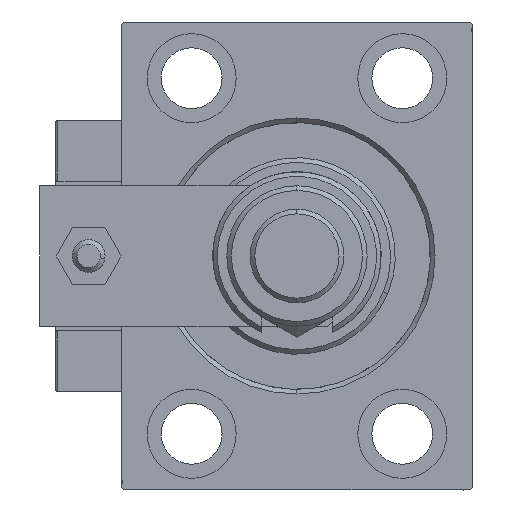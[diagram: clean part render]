
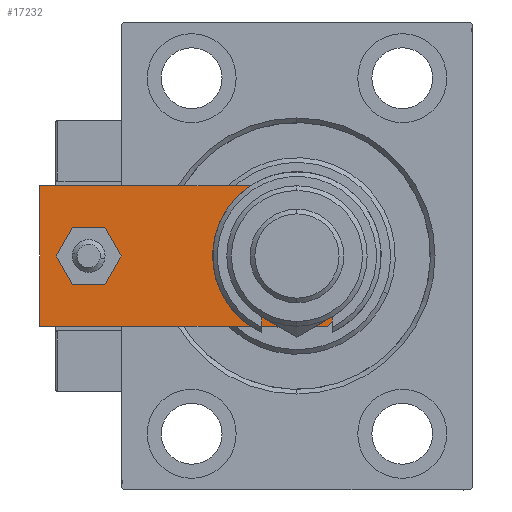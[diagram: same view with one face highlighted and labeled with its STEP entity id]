
A CAD part, left-side view. The second image highlights one B-rep face of the part: STEP entity #17232.
In plain terms, the highlighted face is planar.
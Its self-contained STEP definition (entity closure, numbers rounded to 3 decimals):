
#746 = VERTEX_POINT ( 'NONE', #48723 ) ;
#844 = ORIENTED_EDGE ( 'NONE', *, *, #53164, .F. ) ;
#1671 = CARTESIAN_POINT ( 'NONE',  ( 15., 0., 8. ) ) ;
#1678 = CARTESIAN_POINT ( 'NONE',  ( 15., 70., 8. ) ) ;
#1800 = VECTOR ( 'NONE', #31761, 1000. ) ;
#2742 = EDGE_CURVE ( 'NONE', #40103, #5570, #50265, .T. ) ;
#3548 = CARTESIAN_POINT ( 'NONE',  ( -15., 8.5, 8. ) ) ;
#4212 = DIRECTION ( 'NONE',  ( 0.707, -0.707, 0. ) ) ;
#4571 = CARTESIAN_POINT ( 'NONE',  ( 0., 59.5, 8. ) ) ;
#4742 = CARTESIAN_POINT ( 'NONE',  ( -3.25, -3.25, 8. ) ) ;
#5490 = LINE ( 'NONE', #1678, #26928 ) ;
#5570 = VERTEX_POINT ( 'NONE', #50199 ) ;
#7695 = CARTESIAN_POINT ( 'NONE',  ( 0., 59.5, 8. ) ) ;
#8479 = ORIENTED_EDGE ( 'NONE', *, *, #41693, .F. ) ;
#9062 = CARTESIAN_POINT ( 'NONE',  ( 0., 15., 8. ) ) ;
#10011 = VERTEX_POINT ( 'NONE', #41433 ) ;
#11357 = CARTESIAN_POINT ( 'NONE',  ( -10., 15., 8. ) ) ;
#11860 = AXIS2_PLACEMENT_3D ( 'NONE', #51740, #14591, #48945 ) ;
#12425 = EDGE_LOOP ( 'NONE', ( #41148, #21075, #40968, #52910, #18165, #13300 ) ) ;
#12622 = CARTESIAN_POINT ( 'NONE',  ( 3.25, -3.25, 8. ) ) ;
#13001 = EDGE_CURVE ( 'NONE', #27092, #746, #50818, .T. ) ;
#13300 = ORIENTED_EDGE ( 'NONE', *, *, #22415, .T. ) ;
#14485 = DIRECTION ( 'NONE',  ( 1., 0., 0. ) ) ;
#14591 = DIRECTION ( 'NONE',  ( 0., 0., 1. ) ) ;
#14781 = DIRECTION ( 'NONE',  ( 0., 0., 1. ) ) ;
#15718 = LINE ( 'NONE', #36332, #1800 ) ;
#16096 = PLANE ( 'NONE',  #43974 ) ;
#16373 = DIRECTION ( 'NONE',  ( 0., 0., 1. ) ) ;
#16733 = AXIS2_PLACEMENT_3D ( 'NONE', #4571, #50691, #50969 ) ;
#16971 = DIRECTION ( 'NONE',  ( 0.707, 0.707, 0. ) ) ;
#17232 = ADVANCED_FACE ( 'NONE', ( #53246, #53522, #28043 ), #16096, .T. ) ;
#17400 = CARTESIAN_POINT ( 'NONE',  ( -15., 70., 8. ) ) ;
#18165 = ORIENTED_EDGE ( 'NONE', *, *, #2742, .T. ) ;
#18514 = DIRECTION ( 'NONE',  ( -1., 0., 0. ) ) ;
#19142 = ORIENTED_EDGE ( 'NONE', *, *, #13001, .F. ) ;
#21075 = ORIENTED_EDGE ( 'NONE', *, *, #38869, .T. ) ;
#22415 = EDGE_CURVE ( 'NONE', #5570, #49851, #5490, .T. ) ;
#23667 = LINE ( 'NONE', #40222, #27410 ) ;
#23830 = EDGE_CURVE ( 'NONE', #10011, #26842, #15718, .T. ) ;
#24152 = EDGE_LOOP ( 'NONE', ( #19142, #32921 ) ) ;
#24501 = CARTESIAN_POINT ( 'NONE',  ( 0., 0., 8. ) ) ;
#24867 = CIRCLE ( 'NONE', #11860, 10. ) ;
#26842 = VERTEX_POINT ( 'NONE', #39979 ) ;
#26928 = VECTOR ( 'NONE', #18514, 1000. ) ;
#27092 = VERTEX_POINT ( 'NONE', #39917 ) ;
#27410 = VECTOR ( 'NONE', #35073, 1000. ) ;
#28043 = FACE_BOUND ( 'NONE', #34967, .T. ) ;
#30277 = EDGE_CURVE ( 'NONE', #26842, #40103, #42191, .T. ) ;
#31565 = DIRECTION ( 'NONE',  ( 0., 0., 1. ) ) ;
#31761 = DIRECTION ( 'NONE',  ( 1., 0., 0. ) ) ;
#32291 = EDGE_CURVE ( 'NONE', #746, #27092, #40101, .T. ) ;
#32921 = ORIENTED_EDGE ( 'NONE', *, *, #32291, .F. ) ;
#34967 = EDGE_LOOP ( 'NONE', ( #844, #8479 ) ) ;
#35073 = DIRECTION ( 'NONE',  ( 0., -1., 0. ) ) ;
#36332 = CARTESIAN_POINT ( 'NONE',  ( -15., 0., 8. ) ) ;
#37782 = CIRCLE ( 'NONE', #39519, 10. ) ;
#37792 = DIRECTION ( 'NONE',  ( 0., 1., 0. ) ) ;
#38869 = EDGE_CURVE ( 'NONE', #45343, #10011, #49525, .T. ) ;
#39519 = AXIS2_PLACEMENT_3D ( 'NONE', #9062, #31565, #14485 ) ;
#39917 = CARTESIAN_POINT ( 'NONE',  ( -4., 59.5, 8. ) ) ;
#39979 = CARTESIAN_POINT ( 'NONE',  ( 6.5, 0., 8. ) ) ;
#40033 = VECTOR ( 'NONE', #16971, 1000. ) ;
#40101 = CIRCLE ( 'NONE', #16733, 4. ) ;
#40103 = VERTEX_POINT ( 'NONE', #49287 ) ;
#40222 = CARTESIAN_POINT ( 'NONE',  ( -15., 70., 8. ) ) ;
#40968 = ORIENTED_EDGE ( 'NONE', *, *, #23830, .T. ) ;
#41148 = ORIENTED_EDGE ( 'NONE', *, *, #41834, .T. ) ;
#41433 = CARTESIAN_POINT ( 'NONE',  ( -6.5, 0., 8. ) ) ;
#41693 = EDGE_CURVE ( 'NONE', #42592, #49035, #37782, .T. ) ;
#41834 = EDGE_CURVE ( 'NONE', #49851, #45343, #23667, .T. ) ;
#42129 = VECTOR ( 'NONE', #4212, 1000. ) ;
#42191 = LINE ( 'NONE', #12622, #40033 ) ;
#42592 = VERTEX_POINT ( 'NONE', #42842 ) ;
#42842 = CARTESIAN_POINT ( 'NONE',  ( 10., 15., 8. ) ) ;
#43805 = DIRECTION ( 'NONE',  ( 1., 0., 0. ) ) ;
#43974 = AXIS2_PLACEMENT_3D ( 'NONE', #24501, #16373, #49449 ) ;
#45343 = VERTEX_POINT ( 'NONE', #3548 ) ;
#46277 = VECTOR ( 'NONE', #37792, 1000. ) ;
#48238 = AXIS2_PLACEMENT_3D ( 'NONE', #7695, #14781, #43805 ) ;
#48723 = CARTESIAN_POINT ( 'NONE',  ( 4., 59.5, 8. ) ) ;
#48945 = DIRECTION ( 'NONE',  ( 1., 0., 0. ) ) ;
#49035 = VERTEX_POINT ( 'NONE', #11357 ) ;
#49287 = CARTESIAN_POINT ( 'NONE',  ( 15., 8.5, 8. ) ) ;
#49449 = DIRECTION ( 'NONE',  ( 1., 0., 0. ) ) ;
#49525 = LINE ( 'NONE', #4742, #42129 ) ;
#49851 = VERTEX_POINT ( 'NONE', #17400 ) ;
#50199 = CARTESIAN_POINT ( 'NONE',  ( 15., 70., 8. ) ) ;
#50265 = LINE ( 'NONE', #1671, #46277 ) ;
#50691 = DIRECTION ( 'NONE',  ( 0., 0., 1. ) ) ;
#50818 = CIRCLE ( 'NONE', #48238, 4. ) ;
#50969 = DIRECTION ( 'NONE',  ( 1., 0., 0. ) ) ;
#51740 = CARTESIAN_POINT ( 'NONE',  ( 0., 15., 8. ) ) ;
#52910 = ORIENTED_EDGE ( 'NONE', *, *, #30277, .T. ) ;
#53164 = EDGE_CURVE ( 'NONE', #49035, #42592, #24867, .T. ) ;
#53246 = FACE_BOUND ( 'NONE', #24152, .T. ) ;
#53522 = FACE_OUTER_BOUND ( 'NONE', #12425, .T. ) ;
